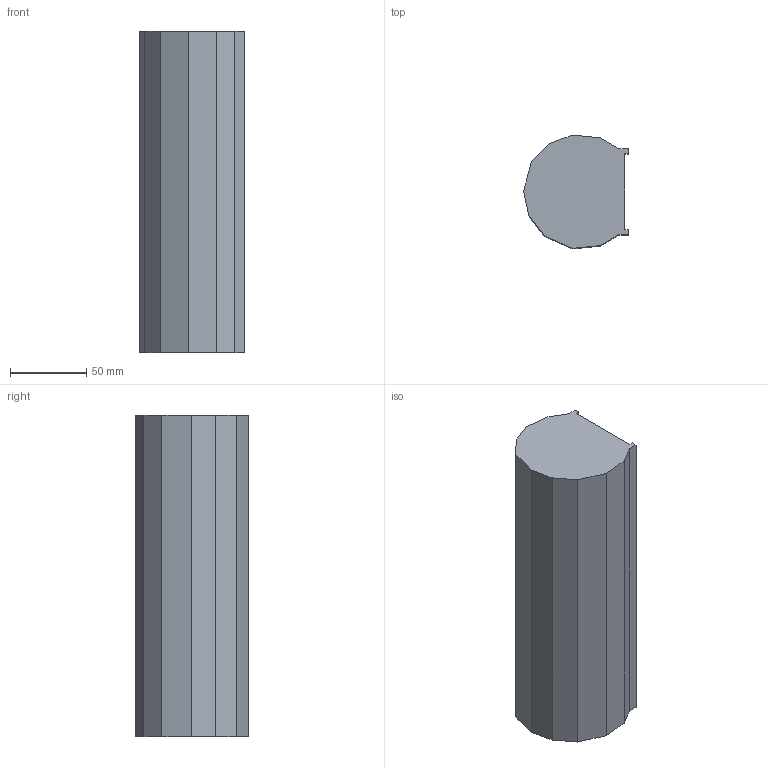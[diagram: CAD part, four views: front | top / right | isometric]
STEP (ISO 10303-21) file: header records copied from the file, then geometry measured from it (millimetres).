
FILE_DESCRIPTION(('FreeCAD Model'),'2;1');
FILE_NAME('open-light-ONE-heatsink-light.step', '2018-06-07T12:24:17',('Author'),(''), 'Open CASCADE STEP processor 7.2','FreeCAD','Unknown');
FILE_SCHEMA(('AUTOMOTIVE_DESIGN { 1 0 10303 214 1 1 1 1 }'));
Length unit declared in the file: millimetre
Products named in the file (1): Body
Bounding box: 68.49 x 74.14 x 210 mm (x, y, z)
Volume: 848145.3 mm3; surface area: 59313.1 mm2
Topology: 1 solids, 1 shells, 19 faces, 51 edges, 34 vertices
Faces by surface type: plane 19
Entity records: 1269 total; most frequent: CARTESIAN_POINT 207, DIRECTION 193, LINE 153, VECTOR 153, ORIENTED_EDGE 102, PCURVE 102, DEFINITIONAL_REPRESENTATION 102, EDGE_CURVE 51
